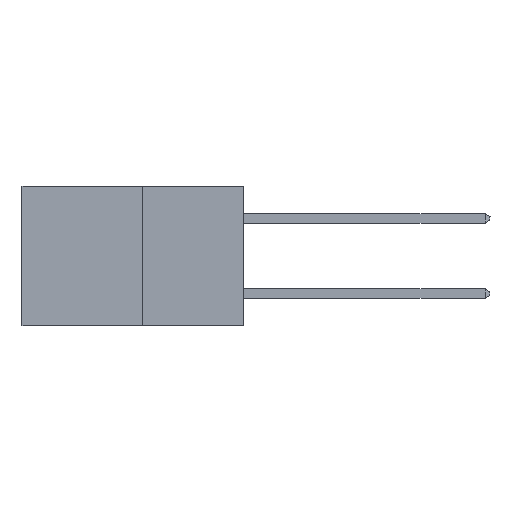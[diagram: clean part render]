
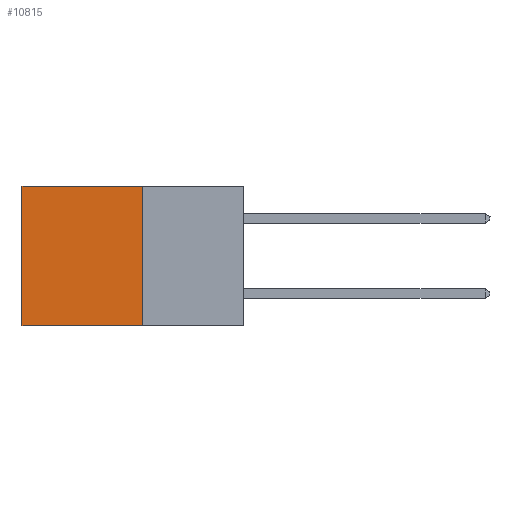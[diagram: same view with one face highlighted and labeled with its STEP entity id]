
A CAD part, left-side view. The second image highlights one B-rep face of the part: STEP entity #10815.
In plain terms, the highlighted planar face has unit normal (-1, 0, 0).
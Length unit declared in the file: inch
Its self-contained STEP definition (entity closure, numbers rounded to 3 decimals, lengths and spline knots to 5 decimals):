
#1570 = VERTEX_POINT ( 'NONE', #10253 ) ;
#1686 = EDGE_CURVE ( 'NONE', #8622, #1570, #14485, .T. ) ;
#1765 = CARTESIAN_POINT ( 'NONE',  ( 0.277, 0.27, 0. ) ) ;
#2018 = DIRECTION ( 'NONE',  ( 1., 0., 0. ) ) ;
#2285 = LINE ( 'NONE', #1765, #12050 ) ;
#2326 = AXIS2_PLACEMENT_3D ( 'NONE', #9704, #2018, #10958 ) ;
#2414 = EDGE_CURVE ( 'NONE', #1570, #16033, #13158, .T. ) ;
#2960 = CARTESIAN_POINT ( 'NONE',  ( 0.277, 0.59, -0.37 ) ) ;
#3442 = DIRECTION ( 'NONE',  ( 0., 1., 0. ) ) ;
#3495 = EDGE_CURVE ( 'NONE', #8622, #7808, #2285, .T. ) ;
#4149 = ORIENTED_EDGE ( 'NONE', *, *, #12732, .T. ) ;
#4285 = DIRECTION ( 'NONE',  ( 0., 0., -1. ) ) ;
#4958 = ORIENTED_EDGE ( 'NONE', *, *, #1686, .F. ) ;
#4986 = ORIENTED_EDGE ( 'NONE', *, *, #3495, .T. ) ;
#5228 = CARTESIAN_POINT ( 'NONE',  ( 0.277, 0.27, -0.37 ) ) ;
#5732 = VECTOR ( 'NONE', #4285, 39.37008 ) ;
#5773 = EDGE_LOOP ( 'NONE', ( #4149, #9893, #4958, #4986 ) ) ;
#5863 = PLANE ( 'NONE',  #2326 ) ;
#5889 = CARTESIAN_POINT ( 'NONE',  ( 0.277, 0.59, -0.37 ) ) ;
#7495 = CARTESIAN_POINT ( 'NONE',  ( 0.277, 0.59, 0. ) ) ;
#7761 = VECTOR ( 'NONE', #3442, 39.37008 ) ;
#7808 = VERTEX_POINT ( 'NONE', #7495 ) ;
#8244 = FACE_OUTER_BOUND ( 'NONE', #5773, .T. ) ;
#8622 = VERTEX_POINT ( 'NONE', #15627 ) ;
#9704 = CARTESIAN_POINT ( 'NONE',  ( 0.277, 0.27, -0.37 ) ) ;
#9893 = ORIENTED_EDGE ( 'NONE', *, *, #2414, .F. ) ;
#10025 = CARTESIAN_POINT ( 'NONE',  ( 0.277, 0.27, -0.37 ) ) ;
#10253 = CARTESIAN_POINT ( 'NONE',  ( 0.277, 0.27, -0.37 ) ) ;
#10534 = VECTOR ( 'NONE', #14988, 39.37008 ) ;
#10793 = DIRECTION ( 'NONE',  ( 0., 1., 0. ) ) ;
#10815 = ADVANCED_FACE ( 'NONE', ( #8244 ), #5863, .F. ) ;
#10958 = DIRECTION ( 'NONE',  ( 0., 0., -1. ) ) ;
#12050 = VECTOR ( 'NONE', #10793, 39.37008 ) ;
#12418 = LINE ( 'NONE', #2960, #5732 ) ;
#12732 = EDGE_CURVE ( 'NONE', #7808, #16033, #12418, .T. ) ;
#13158 = LINE ( 'NONE', #10025, #7761 ) ;
#14485 = LINE ( 'NONE', #5228, #10534 ) ;
#14988 = DIRECTION ( 'NONE',  ( 0., 0., -1. ) ) ;
#15627 = CARTESIAN_POINT ( 'NONE',  ( 0.277, 0.27, 0. ) ) ;
#16033 = VERTEX_POINT ( 'NONE', #5889 ) ;
